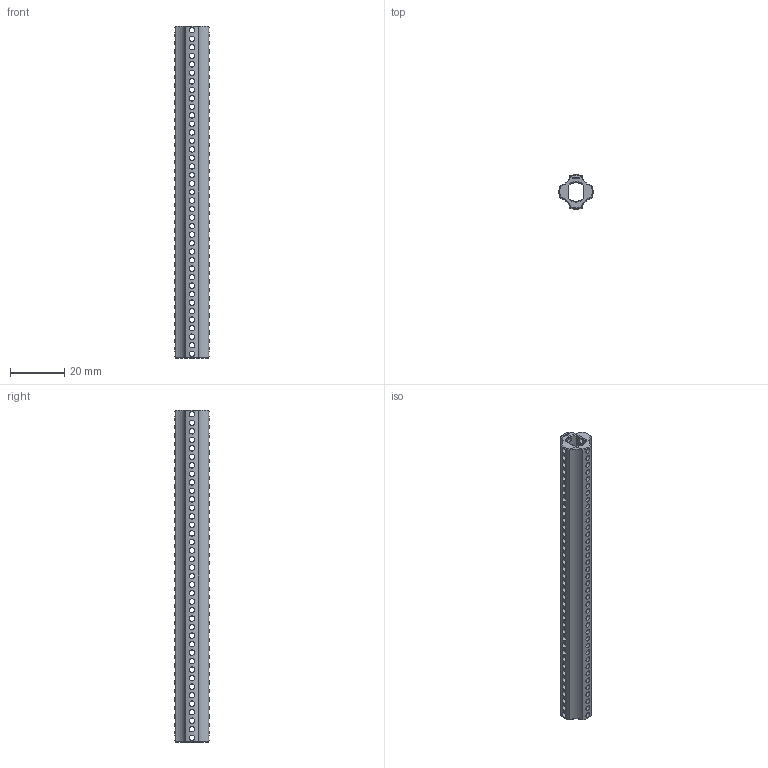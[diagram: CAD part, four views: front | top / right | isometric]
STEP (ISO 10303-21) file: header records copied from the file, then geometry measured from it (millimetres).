
FILE_DESCRIPTION(('FreeCAD Model'),'2;1');
FILE_NAME('Open CASCADE Shape Model','2024-06-16T00:13:47',(''),(''), 'Open CASCADE STEP processor 7.6','FreeCAD','Unknown');
FILE_SCHEMA(('AUTOMOTIVE_DESIGN { 1 0 10303 214 1 1 1 1 }'));
Length unit declared in the file: millimetre
Products named in the file (1): Power-Transmission Hub PLN IDX FXD BU09.75 - SPN-PTH-0039 
(stemfie.org)
Bounding box: 12.5 x 12.5 x 121.88 mm (x, y, z)
Volume: 7273.5 mm3; surface area: 9670.9 mm2
Topology: 1 solids, 1 shells, 682 faces, 1998 edges, 1350 vertices
Faces by surface type: plane 314, extrusion 182, cylinder 166, cone 20
Full cylindrical faces by diameter (mm): 2 x156
Entity records: 34279 total; most frequent: CARTESIAN_POINT 16656, ORIENTED_EDGE 3996, DIRECTION 2648, EDGE_CURVE 1998, VECTOR 1362, VERTEX_POINT 1350, LINE 1180, FACE_BOUND 1028
